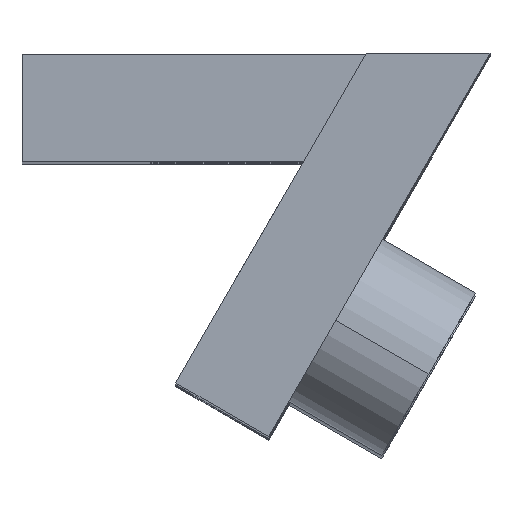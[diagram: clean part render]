
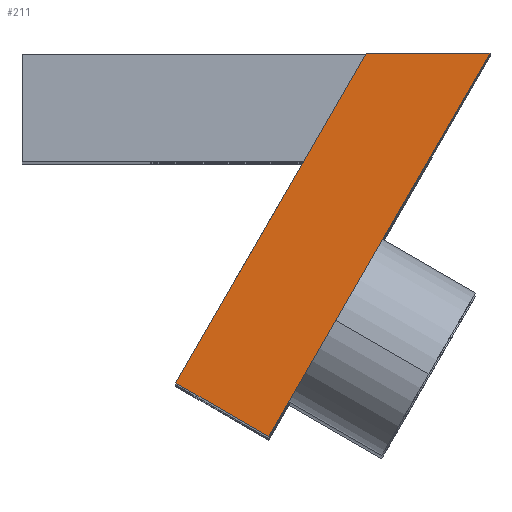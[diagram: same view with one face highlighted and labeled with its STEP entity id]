
A CAD part, top view. The second image highlights one B-rep face of the part: STEP entity #211.
In plain terms, the highlighted planar face has unit normal (0, 0, 1).
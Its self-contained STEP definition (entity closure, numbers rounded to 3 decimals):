
#16 = CARTESIAN_POINT ( 'NONE',  ( 0., 0., 40. ) ) ;
#18 = LINE ( 'NONE', #1180, #1149 ) ;
#21 = VERTEX_POINT ( 'NONE', #393 ) ;
#46 = CARTESIAN_POINT ( 'NONE',  ( -1.732, 1., 40. ) ) ;
#72 = DIRECTION ( 'NONE',  ( -1., 0., 0. ) ) ;
#76 = AXIS2_PLACEMENT_3D ( 'NONE', #233, #1004, #72 ) ;
#84 = VERTEX_POINT ( 'NONE', #1184 ) ;
#136 = PLANE ( 'NONE',  #76 ) ;
#147 = EDGE_CURVE ( 'NONE', #1154, #1081, #18, .T. ) ;
#165 = LINE ( 'NONE', #260, #780 ) ;
#195 = LINE ( 'NONE', #16, #712 ) ;
#211 = ADVANCED_FACE ( 'NONE', ( #1102 ), #136, .F. ) ;
#233 = CARTESIAN_POINT ( 'NONE',  ( 0., 0., 40. ) ) ;
#237 = CARTESIAN_POINT ( 'NONE',  ( 1.819, 7.15, 40. ) ) ;
#239 = EDGE_CURVE ( 'NONE', #1081, #21, #457, .T. ) ;
#260 = CARTESIAN_POINT ( 'NONE',  ( 4.128, 7.15, 40. ) ) ;
#327 = ORIENTED_EDGE ( 'NONE', *, *, #1205, .T. ) ;
#393 = CARTESIAN_POINT ( 'NONE',  ( -1.732, 1., 40. ) ) ;
#410 = DIRECTION ( 'NONE',  ( -1., 0., 0. ) ) ;
#424 = VECTOR ( 'NONE', #1037, 1000. ) ;
#457 = LINE ( 'NONE', #46, #424 ) ;
#462 = CARTESIAN_POINT ( 'NONE',  ( 4.128, 7.15, 40. ) ) ;
#712 = VECTOR ( 'NONE', #1078, 1000. ) ;
#763 = ORIENTED_EDGE ( 'NONE', *, *, #239, .T. ) ;
#780 = VECTOR ( 'NONE', #837, 1000. ) ;
#837 = DIRECTION ( 'NONE',  ( 0.5, 0.866, 0. ) ) ;
#928 = EDGE_CURVE ( 'NONE', #21, #84, #195, .T. ) ;
#1004 = DIRECTION ( 'NONE',  ( 0., 0., -1. ) ) ;
#1037 = DIRECTION ( 'NONE',  ( -0.5, -0.866, 0. ) ) ;
#1066 = EDGE_LOOP ( 'NONE', ( #1208, #763, #1114, #327 ) ) ;
#1078 = DIRECTION ( 'NONE',  ( 0.866, -0.5, 0. ) ) ;
#1081 = VERTEX_POINT ( 'NONE', #237 ) ;
#1102 = FACE_OUTER_BOUND ( 'NONE', #1066, .T. ) ;
#1114 = ORIENTED_EDGE ( 'NONE', *, *, #928, .T. ) ;
#1149 = VECTOR ( 'NONE', #410, 1000. ) ;
#1154 = VERTEX_POINT ( 'NONE', #462 ) ;
#1180 = CARTESIAN_POINT ( 'NONE',  ( 1.819, 7.15, 40. ) ) ;
#1184 = CARTESIAN_POINT ( 'NONE',  ( 0., 0., 40. ) ) ;
#1205 = EDGE_CURVE ( 'NONE', #84, #1154, #165, .T. ) ;
#1208 = ORIENTED_EDGE ( 'NONE', *, *, #147, .T. ) ;
